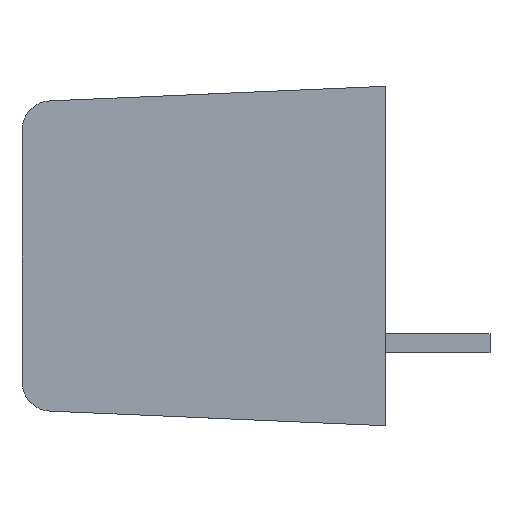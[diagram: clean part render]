
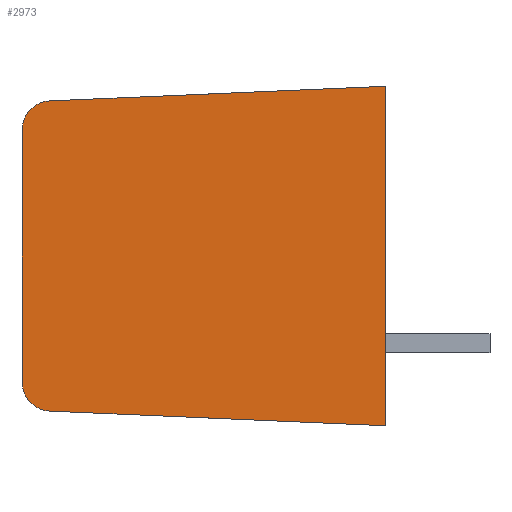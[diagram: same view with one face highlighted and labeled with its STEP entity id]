
A CAD part, left-side view. The second image highlights one B-rep face of the part: STEP entity #2973.
In plain terms, the highlighted planar face has unit normal (-1, 0, 0).
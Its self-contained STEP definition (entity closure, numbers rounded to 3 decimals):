
#2=DIRECTION('',(0.,0.,-1.));
#3=VECTOR('',#2,14.);
#4=CARTESIAN_POINT('',(-13.15,0.,0.));
#5=LINE('',#4,#3);
#6=DIRECTION('',(0.,0.999,0.044));
#7=VECTOR('',#6,13.865);
#8=CARTESIAN_POINT('',(-13.15,0.,-14.));
#9=LINE('',#8,#7);
#10=CARTESIAN_POINT('',(-13.15,13.8,-12.197));
#11=DIRECTION('',(1.,0.,0.));
#12=DIRECTION('',(0.,0.044,-0.999));
#13=AXIS2_PLACEMENT_3D('',#10,#11,#12);
#15=DIRECTION('',(0.,0.,1.));
#16=VECTOR('',#15,10.394);
#17=CARTESIAN_POINT('',(-13.15,15.,-12.197));
#18=LINE('',#17,#16);
#19=CARTESIAN_POINT('',(-13.15,13.8,-1.803));
#20=DIRECTION('',(1.,0.,0.));
#21=DIRECTION('',(0.,1.,0.));
#22=AXIS2_PLACEMENT_3D('',#19,#20,#21);
#24=DIRECTION('',(0.,-0.999,0.044));
#25=VECTOR('',#24,13.865);
#26=CARTESIAN_POINT('',(-13.15,13.852,-0.604));
#27=LINE('',#26,#25);
#2366=CARTESIAN_POINT('',(-13.15,0.,0.));
#2367=CARTESIAN_POINT('',(-13.15,0.,-14.));
#2368=VERTEX_POINT('',#2366);
#2369=VERTEX_POINT('',#2367);
#2370=CARTESIAN_POINT('',(-13.15,13.852,-13.396));
#2371=VERTEX_POINT('',#2370);
#2372=CARTESIAN_POINT('',(-13.15,15.,-12.197));
#2373=CARTESIAN_POINT('',(-13.15,15.,-1.803));
#2374=VERTEX_POINT('',#2372);
#2375=VERTEX_POINT('',#2373);
#2376=CARTESIAN_POINT('',(-13.15,13.852,-0.604));
#2377=VERTEX_POINT('',#2376);
#2954=CARTESIAN_POINT('',(-13.15,0.,0.));
#2955=DIRECTION('',(1.,0.,0.));
#2956=DIRECTION('',(0.,0.,-1.));
#2957=AXIS2_PLACEMENT_3D('',#2954,#2955,#2956);
#2958=PLANE('',#2957);
#2960=ORIENTED_EDGE('',*,*,#2959,.T.);
#2962=ORIENTED_EDGE('',*,*,#2961,.T.);
#2964=ORIENTED_EDGE('',*,*,#2963,.T.);
#2966=ORIENTED_EDGE('',*,*,#2965,.T.);
#2968=ORIENTED_EDGE('',*,*,#2967,.T.);
#2970=ORIENTED_EDGE('',*,*,#2969,.T.);
#2971=EDGE_LOOP('',(#2960,#2962,#2964,#2966,#2968,#2970));
#2972=FACE_OUTER_BOUND('',#2971,.F.);
#14=CIRCLE('',#13,1.2);
#23=CIRCLE('',#22,1.2);
#2959=EDGE_CURVE('',#2368,#2369,#5,.T.);
#2961=EDGE_CURVE('',#2369,#2371,#9,.T.);
#2963=EDGE_CURVE('',#2371,#2374,#14,.T.);
#2965=EDGE_CURVE('',#2374,#2375,#18,.T.);
#2967=EDGE_CURVE('',#2375,#2377,#23,.T.);
#2969=EDGE_CURVE('',#2377,#2368,#27,.T.);
#2973=ADVANCED_FACE('',(#2972),#2958,.F.);
